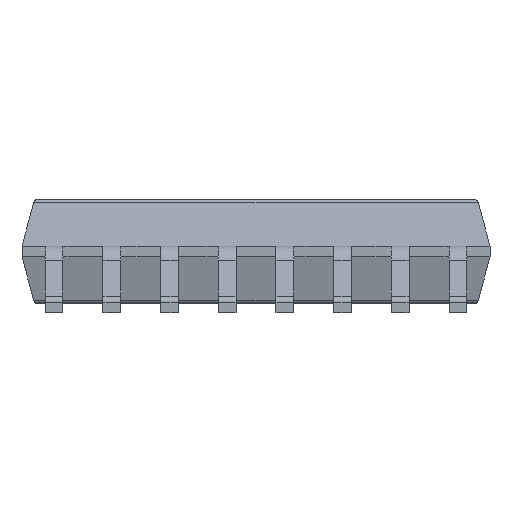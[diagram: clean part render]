
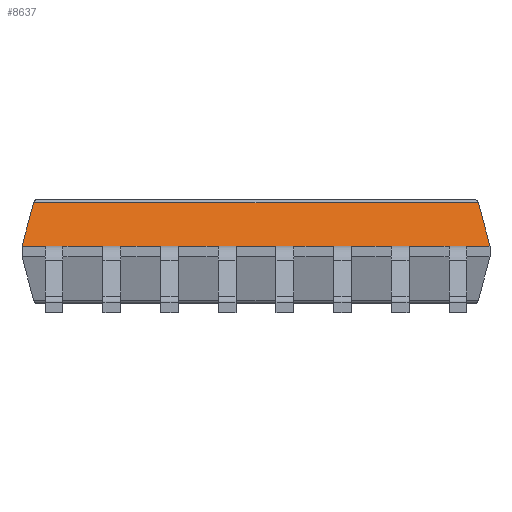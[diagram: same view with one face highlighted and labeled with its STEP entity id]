
A CAD part, left-side view. The second image highlights one B-rep face of the part: STEP entity #8637.
In plain terms, the highlighted face is planar.
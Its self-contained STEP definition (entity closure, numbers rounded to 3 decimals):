
#354=LINE('',#13585,#977);
#415=LINE('',#13705,#1038);
#416=LINE('',#13707,#1039);
#417=LINE('',#13709,#1040);
#418=LINE('',#13711,#1041);
#419=LINE('',#13713,#1042);
#420=LINE('',#13715,#1043);
#421=LINE('',#13717,#1044);
#422=LINE('',#13719,#1045);
#423=LINE('',#13721,#1046);
#424=LINE('',#13723,#1047);
#425=LINE('',#13725,#1048);
#426=LINE('',#13727,#1049);
#427=LINE('',#13729,#1050);
#428=LINE('',#13731,#1051);
#429=LINE('',#13733,#1052);
#430=LINE('',#13735,#1053);
#431=LINE('',#13737,#1054);
#432=LINE('',#13739,#1055);
#433=LINE('',#13741,#1056);
#977=VECTOR('',#9659,1000.);
#1038=VECTOR('',#9730,1000.);
#1039=VECTOR('',#9731,1000.);
#1040=VECTOR('',#9732,1000.);
#1041=VECTOR('',#9733,1000.);
#1042=VECTOR('',#9734,1000.);
#1043=VECTOR('',#9735,1000.);
#1044=VECTOR('',#9736,1000.);
#1045=VECTOR('',#9737,1000.);
#1046=VECTOR('',#9738,1000.);
#1047=VECTOR('',#9739,1000.);
#1048=VECTOR('',#9740,1000.);
#1049=VECTOR('',#9741,1000.);
#1050=VECTOR('',#9742,1000.);
#1051=VECTOR('',#9743,1000.);
#1052=VECTOR('',#9744,1000.);
#1053=VECTOR('',#9745,1000.);
#1054=VECTOR('',#9746,1000.);
#1055=VECTOR('',#9747,1000.);
#1056=VECTOR('',#9748,1000.);
#2019=ORIENTED_EDGE('',*,*,#3673,.T.);
#2020=ORIENTED_EDGE('',*,*,#3612,.T.);
#2021=ORIENTED_EDGE('',*,*,#3674,.T.);
#2022=ORIENTED_EDGE('',*,*,#3675,.F.);
#2023=ORIENTED_EDGE('',*,*,#3676,.F.);
#2024=ORIENTED_EDGE('',*,*,#3677,.F.);
#2025=ORIENTED_EDGE('',*,*,#3678,.F.);
#2026=ORIENTED_EDGE('',*,*,#3679,.F.);
#2027=ORIENTED_EDGE('',*,*,#3680,.F.);
#2028=ORIENTED_EDGE('',*,*,#3681,.F.);
#2029=ORIENTED_EDGE('',*,*,#3682,.F.);
#2030=ORIENTED_EDGE('',*,*,#3683,.F.);
#2031=ORIENTED_EDGE('',*,*,#3684,.F.);
#2032=ORIENTED_EDGE('',*,*,#3685,.F.);
#2033=ORIENTED_EDGE('',*,*,#3686,.F.);
#2034=ORIENTED_EDGE('',*,*,#3687,.F.);
#2035=ORIENTED_EDGE('',*,*,#3688,.F.);
#2036=ORIENTED_EDGE('',*,*,#3689,.F.);
#2037=ORIENTED_EDGE('',*,*,#3690,.F.);
#2038=ORIENTED_EDGE('',*,*,#3691,.F.);
#3612=EDGE_CURVE('',#4437,#4442,#354,.T.);
#3673=EDGE_CURVE('',#4498,#4437,#415,.T.);
#3674=EDGE_CURVE('',#4442,#4499,#416,.T.);
#3675=EDGE_CURVE('',#4500,#4499,#417,.T.);
#3676=EDGE_CURVE('',#4501,#4500,#418,.T.);
#3677=EDGE_CURVE('',#4502,#4501,#419,.T.);
#3678=EDGE_CURVE('',#4503,#4502,#420,.T.);
#3679=EDGE_CURVE('',#4504,#4503,#421,.T.);
#3680=EDGE_CURVE('',#4505,#4504,#422,.T.);
#3681=EDGE_CURVE('',#4506,#4505,#423,.T.);
#3682=EDGE_CURVE('',#4507,#4506,#424,.T.);
#3683=EDGE_CURVE('',#4508,#4507,#425,.T.);
#3684=EDGE_CURVE('',#4509,#4508,#426,.T.);
#3685=EDGE_CURVE('',#4510,#4509,#427,.T.);
#3686=EDGE_CURVE('',#4511,#4510,#428,.T.);
#3687=EDGE_CURVE('',#4512,#4511,#429,.T.);
#3688=EDGE_CURVE('',#4513,#4512,#430,.T.);
#3689=EDGE_CURVE('',#4514,#4513,#431,.T.);
#3690=EDGE_CURVE('',#4515,#4514,#432,.T.);
#3691=EDGE_CURVE('',#4498,#4515,#433,.T.);
#4437=VERTEX_POINT('',#13569);
#4442=VERTEX_POINT('',#13583);
#4498=VERTEX_POINT('',#13706);
#4499=VERTEX_POINT('',#13708);
#4500=VERTEX_POINT('',#13710);
#4501=VERTEX_POINT('',#13712);
#4502=VERTEX_POINT('',#13714);
#4503=VERTEX_POINT('',#13716);
#4504=VERTEX_POINT('',#13718);
#4505=VERTEX_POINT('',#13720);
#4506=VERTEX_POINT('',#13722);
#4507=VERTEX_POINT('',#13724);
#4508=VERTEX_POINT('',#13726);
#4509=VERTEX_POINT('',#13728);
#4510=VERTEX_POINT('',#13730);
#4511=VERTEX_POINT('',#13732);
#4512=VERTEX_POINT('',#13734);
#4513=VERTEX_POINT('',#13736);
#4514=VERTEX_POINT('',#13738);
#4515=VERTEX_POINT('',#13740);
#5120=EDGE_LOOP('',(#2019,#2020,#2021,#2022,#2023,#2024,#2025,#2026,#2027,
#2028,#2029,#2030,#2031,#2032,#2033,#2034,#2035,#2036,#2037,#2038));
#5511=FACE_BOUND('',#5120,.T.);
#5850=PLANE('',#8980);
#8637=ADVANCED_FACE('',(#5511),#5850,.T.);
#8980=AXIS2_PLACEMENT_3D('',#13704,#9728,#9729);
#9659=DIRECTION('',(-1.,0.,0.));
#9728=DIRECTION('',(0.,-0.966,0.259));
#9729=DIRECTION('',(0.,-0.259,-0.966));
#9730=DIRECTION('',(-0.251,0.251,0.935));
#9731=DIRECTION('',(-0.251,-0.251,-0.935));
#9732=DIRECTION('',(-1.,0.,0.));
#9733=DIRECTION('',(-1.,0.,0.));
#9734=DIRECTION('',(-1.,0.,0.));
#9735=DIRECTION('',(-1.,0.,0.));
#9736=DIRECTION('',(-1.,0.,0.));
#9737=DIRECTION('',(-1.,0.,0.));
#9738=DIRECTION('',(-1.,0.,0.));
#9739=DIRECTION('',(-1.,0.,0.));
#9740=DIRECTION('',(-1.,0.,0.));
#9741=DIRECTION('',(-1.,0.,0.));
#9742=DIRECTION('',(-1.,0.,0.));
#9743=DIRECTION('',(-1.,0.,0.));
#9744=DIRECTION('',(-1.,0.,0.));
#9745=DIRECTION('',(-1.,0.,0.));
#9746=DIRECTION('',(-1.,0.,0.));
#9747=DIRECTION('',(-1.,0.,0.));
#9748=DIRECTION('',(-1.,0.,0.));
#13569=CARTESIAN_POINT('',(4.893,-3.493,2.426));
#13583=CARTESIAN_POINT('',(-4.893,-3.493,2.426));
#13585=CARTESIAN_POINT('',(-4.873,-3.493,2.426));
#13704=CARTESIAN_POINT('',(5.15,-3.75,1.465));
#13705=CARTESIAN_POINT('',(5.15,-3.75,1.465));
#13706=CARTESIAN_POINT('',(5.15,-3.75,1.465));
#13707=CARTESIAN_POINT('',(-5.15,-3.75,1.465));
#13708=CARTESIAN_POINT('',(-5.15,-3.75,1.465));
#13709=CARTESIAN_POINT('',(5.15,-3.75,1.465));
#13710=CARTESIAN_POINT('',(-4.64,-3.75,1.465));
#13711=CARTESIAN_POINT('',(5.15,-3.75,1.465));
#13712=CARTESIAN_POINT('',(-4.25,-3.75,1.465));
#13713=CARTESIAN_POINT('',(5.15,-3.75,1.465));
#13714=CARTESIAN_POINT('',(-3.37,-3.75,1.465));
#13715=CARTESIAN_POINT('',(5.15,-3.75,1.465));
#13716=CARTESIAN_POINT('',(-2.98,-3.75,1.465));
#13717=CARTESIAN_POINT('',(5.15,-3.75,1.465));
#13718=CARTESIAN_POINT('',(-2.1,-3.75,1.465));
#13719=CARTESIAN_POINT('',(5.15,-3.75,1.465));
#13720=CARTESIAN_POINT('',(-1.71,-3.75,1.465));
#13721=CARTESIAN_POINT('',(5.15,-3.75,1.465));
#13722=CARTESIAN_POINT('',(-0.83,-3.75,1.465));
#13723=CARTESIAN_POINT('',(5.15,-3.75,1.465));
#13724=CARTESIAN_POINT('',(-0.44,-3.75,1.465));
#13725=CARTESIAN_POINT('',(5.15,-3.75,1.465));
#13726=CARTESIAN_POINT('',(0.44,-3.75,1.465));
#13727=CARTESIAN_POINT('',(5.15,-3.75,1.465));
#13728=CARTESIAN_POINT('',(0.83,-3.75,1.465));
#13729=CARTESIAN_POINT('',(5.15,-3.75,1.465));
#13730=CARTESIAN_POINT('',(1.71,-3.75,1.465));
#13731=CARTESIAN_POINT('',(5.15,-3.75,1.465));
#13732=CARTESIAN_POINT('',(2.1,-3.75,1.465));
#13733=CARTESIAN_POINT('',(5.15,-3.75,1.465));
#13734=CARTESIAN_POINT('',(2.98,-3.75,1.465));
#13735=CARTESIAN_POINT('',(5.15,-3.75,1.465));
#13736=CARTESIAN_POINT('',(3.37,-3.75,1.465));
#13737=CARTESIAN_POINT('',(5.15,-3.75,1.465));
#13738=CARTESIAN_POINT('',(4.25,-3.75,1.465));
#13739=CARTESIAN_POINT('',(5.15,-3.75,1.465));
#13740=CARTESIAN_POINT('',(4.64,-3.75,1.465));
#13741=CARTESIAN_POINT('',(5.15,-3.75,1.465));
